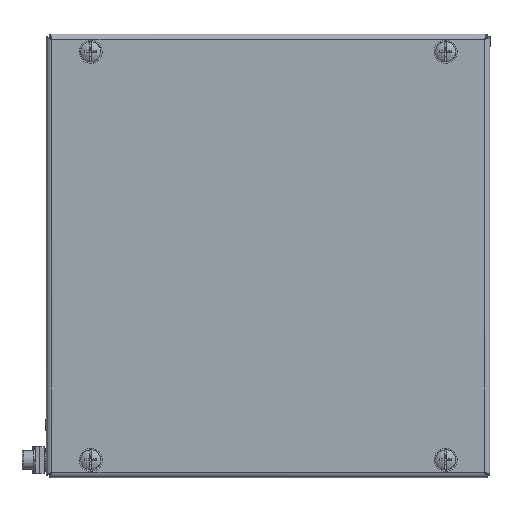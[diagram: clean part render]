
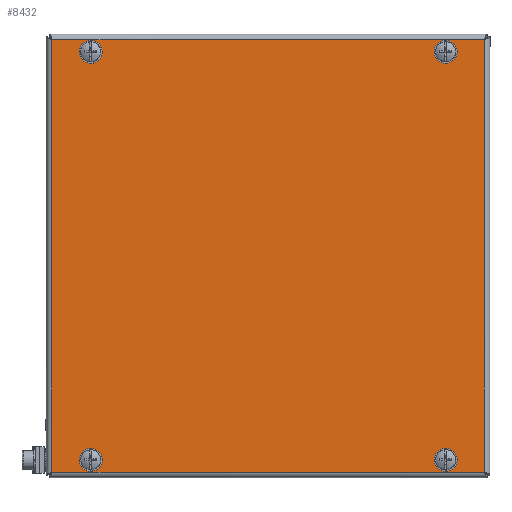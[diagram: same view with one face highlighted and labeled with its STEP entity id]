
A CAD part, top view. The second image highlights one B-rep face of the part: STEP entity #8432.
In plain terms, the highlighted face is planar.
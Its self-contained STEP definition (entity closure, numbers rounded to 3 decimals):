
#999=LINE('',#18275,#1602);
#1000=LINE('',#18277,#1603);
#1001=LINE('',#18279,#1604);
#1002=LINE('',#18280,#1605);
#1602=VECTOR('',#11193,1000.);
#1603=VECTOR('',#11194,1000.);
#1604=VECTOR('',#11195,1000.);
#1605=VECTOR('',#11196,1000.);
#1912=PLANE('',#9231);
#2091=FACE_BOUND('',#3198,.T.);
#2092=FACE_BOUND('',#3199,.T.);
#2093=FACE_BOUND('',#3200,.T.);
#2094=FACE_BOUND('',#3201,.T.);
#2552=FACE_OUTER_BOUND('',#3197,.T.);
#3197=EDGE_LOOP('',(#7285,#7286,#7287,#7288));
#3198=EDGE_LOOP('',(#7289));
#3199=EDGE_LOOP('',(#7290));
#3200=EDGE_LOOP('',(#7291));
#3201=EDGE_LOOP('',(#7292));
#3644=CIRCLE('',#9220,4.);
#3646=CIRCLE('',#9223,4.);
#3648=CIRCLE('',#9226,4.);
#3650=CIRCLE('',#9229,4.);
#4234=VERTEX_POINT('',#18246);
#4236=VERTEX_POINT('',#18251);
#4238=VERTEX_POINT('',#18256);
#4240=VERTEX_POINT('',#18261);
#4245=VERTEX_POINT('',#18273);
#4246=VERTEX_POINT('',#18274);
#4247=VERTEX_POINT('',#18276);
#4248=VERTEX_POINT('',#18278);
#5281=EDGE_CURVE('',#4234,#4234,#3644,.T.);
#5283=EDGE_CURVE('',#4236,#4236,#3646,.T.);
#5285=EDGE_CURVE('',#4238,#4238,#3648,.T.);
#5287=EDGE_CURVE('',#4240,#4240,#3650,.T.);
#5292=EDGE_CURVE('',#4245,#4246,#999,.T.);
#5293=EDGE_CURVE('',#4246,#4247,#1000,.T.);
#5294=EDGE_CURVE('',#4247,#4248,#1001,.T.);
#5295=EDGE_CURVE('',#4248,#4245,#1002,.T.);
#7285=ORIENTED_EDGE('',*,*,#5292,.T.);
#7286=ORIENTED_EDGE('',*,*,#5293,.T.);
#7287=ORIENTED_EDGE('',*,*,#5294,.T.);
#7288=ORIENTED_EDGE('',*,*,#5295,.T.);
#7289=ORIENTED_EDGE('',*,*,#5281,.F.);
#7290=ORIENTED_EDGE('',*,*,#5283,.F.);
#7291=ORIENTED_EDGE('',*,*,#5285,.F.);
#7292=ORIENTED_EDGE('',*,*,#5287,.F.);
#8432=ADVANCED_FACE('',(#2552,#2091,#2092,#2093,#2094),#1912,.F.);
#9220=AXIS2_PLACEMENT_3D('',#18247,#11165,#11166);
#9223=AXIS2_PLACEMENT_3D('',#18252,#11171,#11172);
#9226=AXIS2_PLACEMENT_3D('',#18257,#11177,#11178);
#9229=AXIS2_PLACEMENT_3D('',#18262,#11183,#11184);
#9231=AXIS2_PLACEMENT_3D('',#18272,#11191,#11192);
#11165=DIRECTION('center_axis',(0.,0.,-1.));
#11166=DIRECTION('ref_axis',(1.,0.,0.));
#11171=DIRECTION('center_axis',(0.,0.,-1.));
#11172=DIRECTION('ref_axis',(-1.,0.,0.));
#11177=DIRECTION('center_axis',(0.,0.,-1.));
#11178=DIRECTION('ref_axis',(1.,0.,0.));
#11183=DIRECTION('center_axis',(0.,0.,-1.));
#11184=DIRECTION('ref_axis',(-1.,0.,0.));
#11191=DIRECTION('center_axis',(0.,0.,1.));
#11192=DIRECTION('ref_axis',(1.,0.,0.));
#11193=DIRECTION('',(-1.,0.,0.));
#11194=DIRECTION('',(0.,1.,0.));
#11195=DIRECTION('',(1.,0.,0.));
#11196=DIRECTION('',(0.,-1.,0.));
#18246=CARTESIAN_POINT('',(76.,-92.,0.));
#18247=CARTESIAN_POINT('Origin',(80.,-92.,0.));
#18251=CARTESIAN_POINT('',(-84.,-92.,0.));
#18252=CARTESIAN_POINT('Origin',(-80.,-92.,0.));
#18256=CARTESIAN_POINT('',(-84.,92.,0.));
#18257=CARTESIAN_POINT('Origin',(-80.,92.,0.));
#18261=CARTESIAN_POINT('',(76.,92.,0.));
#18262=CARTESIAN_POINT('Origin',(80.,92.,0.));
#18272=CARTESIAN_POINT('Origin',(-100.,100.,0.));
#18273=CARTESIAN_POINT('',(97.5,-97.5,0.));
#18274=CARTESIAN_POINT('',(-97.5,-97.5,0.));
#18275=CARTESIAN_POINT('',(98.743,-97.5,0.));
#18276=CARTESIAN_POINT('',(-97.5,97.5,0.));
#18277=CARTESIAN_POINT('',(-97.5,-98.743,0.));
#18278=CARTESIAN_POINT('',(97.5,97.5,0.));
#18279=CARTESIAN_POINT('',(-98.743,97.5,0.));
#18280=CARTESIAN_POINT('',(97.5,98.743,0.));
